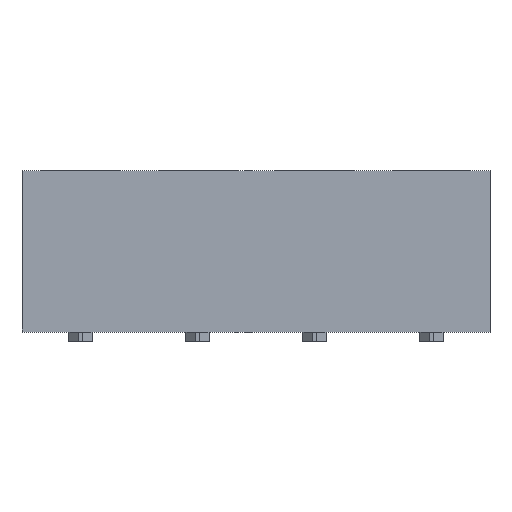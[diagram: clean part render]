
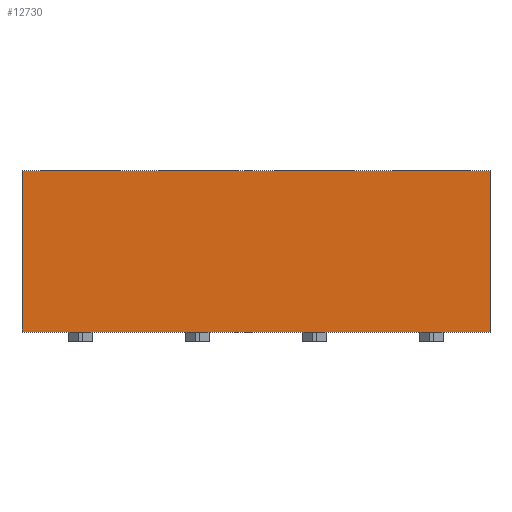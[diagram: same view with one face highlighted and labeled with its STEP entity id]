
A CAD part, left-side view. The second image highlights one B-rep face of the part: STEP entity #12730.
In plain terms, the highlighted face is planar.
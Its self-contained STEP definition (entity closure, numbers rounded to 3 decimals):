
#4114=ORIENTED_EDGE('',*,*,#6081,.F.);
#4115=ORIENTED_EDGE('',*,*,#6082,.F.);
#4116=ORIENTED_EDGE('',*,*,#6083,.T.);
#4117=ORIENTED_EDGE('',*,*,#6076,.T.);
#6076=EDGE_CURVE('',#7269,#7272,#8700,.T.);
#6081=EDGE_CURVE('',#7277,#7272,#8705,.T.);
#6082=EDGE_CURVE('',#7278,#7277,#8706,.T.);
#6083=EDGE_CURVE('',#7278,#7269,#8707,.T.);
#7269=VERTEX_POINT('',#21098);
#7272=VERTEX_POINT('',#21103);
#7277=VERTEX_POINT('',#21116);
#7278=VERTEX_POINT('',#21118);
#8700=LINE('',#21104,#10152);
#8705=LINE('',#21115,#10157);
#8706=LINE('',#21117,#10158);
#8707=LINE('',#21119,#10159);
#10152=VECTOR('',#17409,1000.);
#10157=VECTOR('',#17418,1000.);
#10158=VECTOR('',#17419,1000.);
#10159=VECTOR('',#17420,1000.);
#10862=EDGE_LOOP('',(#4114,#4115,#4116,#4117));
#11552=FACE_BOUND('',#10862,.T.);
#12050=PLANE('',#13884);
#12730=ADVANCED_FACE('',(#11552),#12050,.T.);
#13884=AXIS2_PLACEMENT_3D('',#21114,#17416,#17417);
#17409=DIRECTION('',(-1.,0.,0.));
#17416=DIRECTION('',(0.,1.,0.));
#17417=DIRECTION('',(0.,0.,1.));
#17418=DIRECTION('',(0.,0.,-1.));
#17419=DIRECTION('',(-1.,0.,0.));
#17420=DIRECTION('',(0.,0.,-1.));
#21098=CARTESIAN_POINT('',(5.08,2.5,-1.75));
#21103=CARTESIAN_POINT('',(-5.08,2.5,-1.75));
#21104=CARTESIAN_POINT('',(5.08,2.5,-1.75));
#21114=CARTESIAN_POINT('',(5.08,2.5,1.75));
#21115=CARTESIAN_POINT('',(-5.08,2.5,1.75));
#21116=CARTESIAN_POINT('',(-5.08,2.5,1.75));
#21117=CARTESIAN_POINT('',(5.08,2.5,1.75));
#21118=CARTESIAN_POINT('',(5.08,2.5,1.75));
#21119=CARTESIAN_POINT('',(5.08,2.5,1.75));
